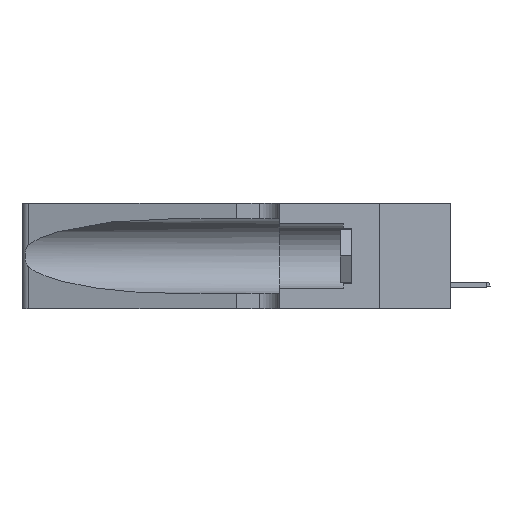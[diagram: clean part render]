
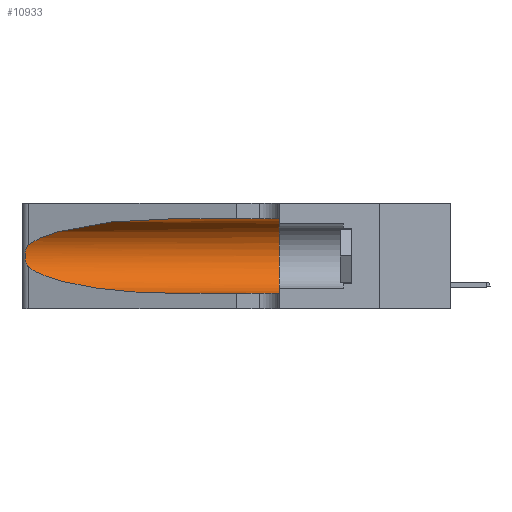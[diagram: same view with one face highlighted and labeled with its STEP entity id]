
A CAD part, left-side view. The second image highlights one B-rep face of the part: STEP entity #10933.
In plain terms, the highlighted cylindrical face has radius 3.308 mm (diameter 6.617 mm), a partial arc.
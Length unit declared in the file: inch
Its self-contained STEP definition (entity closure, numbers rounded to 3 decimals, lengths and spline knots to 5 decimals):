
#188 = CARTESIAN_POINT ( 'NONE',  ( 0.25555, 1.22993, 0.14849 ) ) ;
#392 = CARTESIAN_POINT ( 'NONE',  ( 0.25639, 1.23184, 0.21858 ) ) ;
#413 =( BOUNDED_CURVE ( )  B_SPLINE_CURVE ( 3, ( #4498, #7248, #9058, #16150 ),
 .UNSPECIFIED., .F., .F. ) 
 B_SPLINE_CURVE_WITH_KNOTS ( ( 4, 4 ),
 ( 1.5708, 2.84003 ),
 .UNSPECIFIED. ) 
 CURVE ( )  GEOMETRIC_REPRESENTATION_ITEM ( )  RATIONAL_B_SPLINE_CURVE ( ( 1., 0.87, 0.87, 1. ) ) 
 REPRESENTATION_ITEM ( '' )  );
#484 = CARTESIAN_POINT ( 'NONE',  ( 0.25555, 1.22994, 0.2215 ) ) ;
#1130 = EDGE_CURVE ( 'NONE', #3304, #13975, #8736, .T. ) ;
#1277 = DIRECTION ( 'NONE',  ( 0., 0., 1. ) ) ;
#1533 = CARTESIAN_POINT ( 'NONE',  ( 0.2373, 1.15595, 0.08982 ) ) ;
#1785 = FACE_OUTER_BOUND ( 'NONE', #14646, .T. ) ;
#1794 = VERTEX_POINT ( 'NONE', #15786 ) ;
#2248 = ORIENTED_EDGE ( 'NONE', *, *, #16471, .T. ) ;
#2678 = CARTESIAN_POINT ( 'NONE',  ( 0.1305, 0.72297, 0.05475 ) ) ;
#3187 = CARTESIAN_POINT ( 'NONE',  ( 0.25856, 1.23593, 0.16098 ) ) ;
#3258 = CARTESIAN_POINT ( 'NONE',  ( 0.1305, 0.35, 0.05475 ) ) ;
#3289 = CARTESIAN_POINT ( 'NONE',  ( 0.26018, 1.23835, 0.19895 ) ) ;
#3304 = VERTEX_POINT ( 'NONE', #13162 ) ;
#3711 = VERTEX_POINT ( 'NONE', #11935 ) ;
#3924 = CARTESIAN_POINT ( 'NONE',  ( 0.1305, 1.61858, 0.31525 ) ) ;
#4498 = CARTESIAN_POINT ( 'NONE',  ( 0.1305, 0.72297, 0.31525 ) ) ;
#4719 = CARTESIAN_POINT ( 'NONE',  ( 0.18966, 0.96281, 0.05475 ) ) ;
#4737 = B_SPLINE_CURVE_WITH_KNOTS ( 'NONE', 3,
 ( #10875, #484, #392, #16902, #10779, #3289, #14017, #18280, #6482, #3187, #4852, #12553, #188, #6386 ),
 .UNSPECIFIED., .F., .F.,
 ( 4, 2, 2, 2, 2, 2, 4 ),
 ( 0., 0.00027, 0.00053, 0.00107, 0.0016, 0.00187, 0.00214 ),
 .UNSPECIFIED. ) ;
#4852 = CARTESIAN_POINT ( 'NONE',  ( 0.25789, 1.23486, 0.15765 ) ) ;
#5209 = EDGE_CURVE ( 'NONE', #3711, #6265, #413, .T. ) ;
#5879 = CARTESIAN_POINT ( 'NONE',  ( 0.1305, 0.35, 0.185 ) ) ;
#6048 = AXIS2_PLACEMENT_3D ( 'NONE', #18522, #9413, #6109 ) ;
#6109 = DIRECTION ( 'NONE',  ( 0., 0., -1. ) ) ;
#6265 = VERTEX_POINT ( 'NONE', #7615 ) ;
#6386 = CARTESIAN_POINT ( 'NONE',  ( 0.25487, 1.22718, 0.14631 ) ) ;
#6482 = CARTESIAN_POINT ( 'NONE',  ( 0.26017, 1.23833, 0.17102 ) ) ;
#6506 = CYLINDRICAL_SURFACE ( 'NONE', #6048, 0.13025 ) ;
#7002 = VECTOR ( 'NONE', #19415, 39.37008 ) ;
#7069 = ORIENTED_EDGE ( 'NONE', *, *, #18379, .F. ) ;
#7248 = CARTESIAN_POINT ( 'NONE',  ( 0.18966, 0.96281, 0.31525 ) ) ;
#7346 = CARTESIAN_POINT ( 'NONE',  ( 0.1305, 1.61858, 0.05475 ) ) ;
#7615 = CARTESIAN_POINT ( 'NONE',  ( 0.25487, 1.22718, 0.22369 ) ) ;
#7856 = VERTEX_POINT ( 'NONE', #2678 ) ;
#8064 = ORIENTED_EDGE ( 'NONE', *, *, #11323, .T. ) ;
#8736 = CIRCLE ( 'NONE', #19148, 0.13025 ) ;
#9058 = CARTESIAN_POINT ( 'NONE',  ( 0.2373, 1.15595, 0.28018 ) ) ;
#9413 = DIRECTION ( 'NONE',  ( 0., -1., 0. ) ) ;
#10779 = CARTESIAN_POINT ( 'NONE',  ( 0.25854, 1.2359, 0.20912 ) ) ;
#10875 = CARTESIAN_POINT ( 'NONE',  ( 0.25487, 1.22718, 0.22369 ) ) ;
#10933 = ADVANCED_FACE ( 'NONE', ( #1785 ), #6506, .F. ) ;
#11323 = EDGE_CURVE ( 'NONE', #6265, #1794, #4737, .T. ) ;
#11682 = LINE ( 'NONE', #3924, #7002 ) ;
#11870 =( BOUNDED_CURVE ( )  B_SPLINE_CURVE ( 3, ( #15175, #1533, #4719, #16862 ),
 .UNSPECIFIED., .F., .F. ) 
 B_SPLINE_CURVE_WITH_KNOTS ( ( 4, 4 ),
 ( 3.44316, 4.71239 ),
 .UNSPECIFIED. ) 
 CURVE ( )  GEOMETRIC_REPRESENTATION_ITEM ( )  RATIONAL_B_SPLINE_CURVE ( ( 1., 0.87, 0.87, 1. ) ) 
 REPRESENTATION_ITEM ( '' )  );
#11935 = CARTESIAN_POINT ( 'NONE',  ( 0.1305, 0.72297, 0.31525 ) ) ;
#12258 = ORIENTED_EDGE ( 'NONE', *, *, #1130, .F. ) ;
#12338 = VECTOR ( 'NONE', #19140, 39.37008 ) ;
#12553 = CARTESIAN_POINT ( 'NONE',  ( 0.25639, 1.23186, 0.15144 ) ) ;
#13131 = DIRECTION ( 'NONE',  ( 0., 1., 0. ) ) ;
#13162 = CARTESIAN_POINT ( 'NONE',  ( 0.1305, 0.35, 0.31525 ) ) ;
#13168 = ORIENTED_EDGE ( 'NONE', *, *, #17467, .T. ) ;
#13975 = VERTEX_POINT ( 'NONE', #3258 ) ;
#14017 = CARTESIAN_POINT ( 'NONE',  ( 0.26075, 1.23896, 0.19203 ) ) ;
#14090 = ORIENTED_EDGE ( 'NONE', *, *, #5209, .T. ) ;
#14646 = EDGE_LOOP ( 'NONE', ( #14090, #8064, #2248, #13168, #12258, #7069 ) ) ;
#15175 = CARTESIAN_POINT ( 'NONE',  ( 0.25487, 1.22718, 0.14631 ) ) ;
#15786 = CARTESIAN_POINT ( 'NONE',  ( 0.25487, 1.22718, 0.14631 ) ) ;
#16150 = CARTESIAN_POINT ( 'NONE',  ( 0.25487, 1.22718, 0.22369 ) ) ;
#16471 = EDGE_CURVE ( 'NONE', #1794, #7856, #11870, .T. ) ;
#16862 = CARTESIAN_POINT ( 'NONE',  ( 0.1305, 0.72297, 0.05475 ) ) ;
#16902 = CARTESIAN_POINT ( 'NONE',  ( 0.25787, 1.23484, 0.2124 ) ) ;
#17467 = EDGE_CURVE ( 'NONE', #7856, #13975, #19325, .T. ) ;
#18280 = CARTESIAN_POINT ( 'NONE',  ( 0.26075, 1.23896, 0.178 ) ) ;
#18379 = EDGE_CURVE ( 'NONE', #3711, #3304, #11682, .T. ) ;
#18522 = CARTESIAN_POINT ( 'NONE',  ( 0.1305, 1.61858, 0.185 ) ) ;
#19140 = DIRECTION ( 'NONE',  ( 0., -1., 0. ) ) ;
#19148 = AXIS2_PLACEMENT_3D ( 'NONE', #5879, #13131, #1277 ) ;
#19325 = LINE ( 'NONE', #7346, #12338 ) ;
#19415 = DIRECTION ( 'NONE',  ( 0., -1., 0. ) ) ;
